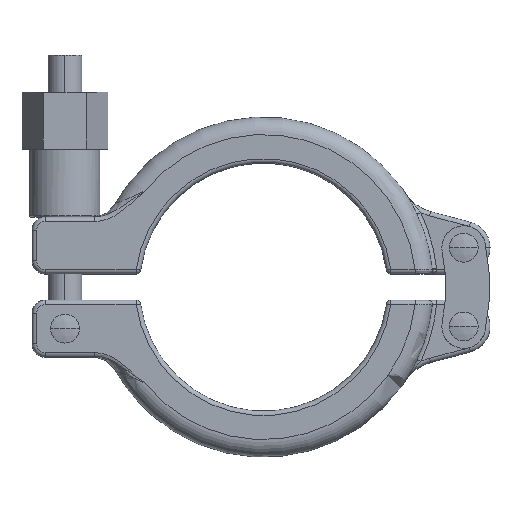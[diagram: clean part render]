
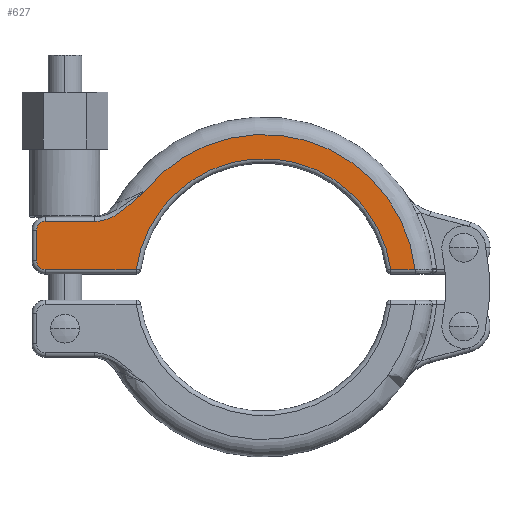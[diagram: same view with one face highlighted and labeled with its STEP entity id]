
A CAD part, top view. The second image highlights one B-rep face of the part: STEP entity #627.
In plain terms, the highlighted planar face has unit normal (0, 0, 1).
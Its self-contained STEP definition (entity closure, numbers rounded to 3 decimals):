
#84 = CARTESIAN_POINT ( 'NONE',  ( -27.906, 21.251, 8.5 ) ) ;
#157 = CARTESIAN_POINT ( 'NONE',  ( -37.402, 15.063, 8.5 ) ) ;
#411 = PLANE ( 'NONE',  #8668 ) ;
#506 = DIRECTION ( 'NONE',  ( 1., 0., 0. ) ) ;
#627 = ADVANCED_FACE ( 'NONE', ( #12543 ), #411, .T. ) ;
#710 = CARTESIAN_POINT ( 'NONE',  ( -51.85, 13., 8.5 ) ) ;
#1055 = EDGE_LOOP ( 'NONE', ( #10487, #10885, #7053, #10191, #4004, #7260, #12639, #3210, #2364 ) ) ;
#1237 = CARTESIAN_POINT ( 'NONE',  ( 0., 0., 8.5 ) ) ;
#1710 = CARTESIAN_POINT ( 'NONE',  ( 0., 0., 8.5 ) ) ;
#2256 = LINE ( 'NONE', #6367, #9417 ) ;
#2364 = ORIENTED_EDGE ( 'NONE', *, *, #12286, .T. ) ;
#2377 = CARTESIAN_POINT ( 'NONE',  ( -36.562, 15.242, 8.5 ) ) ;
#2425 = EDGE_CURVE ( 'NONE', #9483, #9341, #3965, .T. ) ;
#2578 = DIRECTION ( 'NONE',  ( 1., 0., 0. ) ) ;
#3162 = CARTESIAN_POINT ( 'NONE',  ( 34.62, 4., 8.5 ) ) ;
#3210 = ORIENTED_EDGE ( 'NONE', *, *, #4960, .T. ) ;
#3230 = VERTEX_POINT ( 'NONE', #710 ) ;
#3244 = CARTESIAN_POINT ( 'NONE',  ( -33.165, 16.759, 8.5 ) ) ;
#3386 = DIRECTION ( 'NONE',  ( 1., 0., 0. ) ) ;
#3470 = DIRECTION ( 'NONE',  ( 1., 0., 0. ) ) ;
#3533 = AXIS2_PLACEMENT_3D ( 'NONE', #1710, #4797, #2578 ) ;
#3538 = CARTESIAN_POINT ( 'NONE',  ( -49.85, 13., 8.5 ) ) ;
#3543 = CIRCLE ( 'NONE', #11642, 2. ) ;
#3965 = B_SPLINE_CURVE_WITH_KNOTS ( 'NONE', 3,
 ( #12544, #84, #12406, #10279, #4253, #3244, #7238, #12606, #11531, #7499, #2377, #157, #7297, #4464 ),
 .UNSPECIFIED., .F., .F.,
 ( 4, 2, 2, 2, 2, 2, 4 ),
 ( 0., 0.003, 0.007, 0.01, 0.011, 0.012, 0.014 ),
 .UNSPECIFIED. ) ;
#4004 = ORIENTED_EDGE ( 'NONE', *, *, #11812, .T. ) ;
#4225 = LINE ( 'NONE', #12376, #4257 ) ;
#4253 = CARTESIAN_POINT ( 'NONE',  ( -31.33, 18.161, 8.5 ) ) ;
#4257 = VECTOR ( 'NONE', #10451, 1000. ) ;
#4464 = CARTESIAN_POINT ( 'NONE',  ( -38.554, 15., 8.5 ) ) ;
#4708 = VERTEX_POINT ( 'NONE', #8218 ) ;
#4724 = CARTESIAN_POINT ( 'NONE',  ( -28.191, 4., 8.5 ) ) ;
#4797 = DIRECTION ( 'NONE',  ( 0., 0., 1. ) ) ;
#4960 = EDGE_CURVE ( 'NONE', #4708, #7871, #9243, .T. ) ;
#5690 = CIRCLE ( 'NONE', #3533, 34.85 ) ;
#6001 = CIRCLE ( 'NONE', #8993, 2. ) ;
#6260 = DIRECTION ( 'NONE',  ( 1., 0., 0. ) ) ;
#6367 = CARTESIAN_POINT ( 'NONE',  ( -51.85, 6., 8.5 ) ) ;
#6882 = VERTEX_POINT ( 'NONE', #12106 ) ;
#7053 = ORIENTED_EDGE ( 'NONE', *, *, #10606, .T. ) ;
#7238 = CARTESIAN_POINT ( 'NONE',  ( -34.13, 16.143, 8.5 ) ) ;
#7260 = ORIENTED_EDGE ( 'NONE', *, *, #8435, .T. ) ;
#7297 = CARTESIAN_POINT ( 'NONE',  ( -37.972, 15., 8.5 ) ) ;
#7499 = CARTESIAN_POINT ( 'NONE',  ( -36.284, 15.315, 8.5 ) ) ;
#7728 = CARTESIAN_POINT ( 'NONE',  ( 34.721, 4., 8.5 ) ) ;
#7757 = CARTESIAN_POINT ( 'NONE',  ( -49.85, 6., 8.5 ) ) ;
#7858 = LINE ( 'NONE', #7728, #11908 ) ;
#7871 = VERTEX_POINT ( 'NONE', #11591 ) ;
#7986 = EDGE_CURVE ( 'NONE', #11634, #9483, #5690, .T. ) ;
#8141 = VECTOR ( 'NONE', #11929, 1000. ) ;
#8218 = CARTESIAN_POINT ( 'NONE',  ( -29.076, 4., 8.5 ) ) ;
#8435 = EDGE_CURVE ( 'NONE', #12217, #6882, #3543, .T. ) ;
#8465 = DIRECTION ( 'NONE',  ( 0., 0., -1. ) ) ;
#8600 = DIRECTION ( 'NONE',  ( 0., 0., 1. ) ) ;
#8636 = DIRECTION ( 'NONE',  ( 0., 0., 1. ) ) ;
#8668 = AXIS2_PLACEMENT_3D ( 'NONE', #1237, #11530, #3386 ) ;
#8740 = DIRECTION ( 'NONE',  ( 1., 0., 0. ) ) ;
#8745 = LINE ( 'NONE', #4724, #8141 ) ;
#8993 = AXIS2_PLACEMENT_3D ( 'NONE', #3538, #8636, #3470 ) ;
#9243 = CIRCLE ( 'NONE', #10727, 29.35 ) ;
#9341 = VERTEX_POINT ( 'NONE', #11461 ) ;
#9377 = CARTESIAN_POINT ( 'NONE',  ( -51.85, 6., 8.5 ) ) ;
#9417 = VECTOR ( 'NONE', #12417, 1000. ) ;
#9483 = VERTEX_POINT ( 'NONE', #12792 ) ;
#9963 = CARTESIAN_POINT ( 'NONE',  ( -49.85, 15., 8.5 ) ) ;
#10191 = ORIENTED_EDGE ( 'NONE', *, *, #11012, .T. ) ;
#10279 = CARTESIAN_POINT ( 'NONE',  ( -30.472, 18.932, 8.5 ) ) ;
#10451 = DIRECTION ( 'NONE',  ( -1., 0., 0. ) ) ;
#10487 = ORIENTED_EDGE ( 'NONE', *, *, #7986, .T. ) ;
#10606 = EDGE_CURVE ( 'NONE', #9341, #11192, #4225, .T. ) ;
#10727 = AXIS2_PLACEMENT_3D ( 'NONE', #12387, #8465, #6260 ) ;
#10885 = ORIENTED_EDGE ( 'NONE', *, *, #2425, .T. ) ;
#11012 = EDGE_CURVE ( 'NONE', #11192, #3230, #6001, .T. ) ;
#11192 = VERTEX_POINT ( 'NONE', #9963 ) ;
#11293 = EDGE_CURVE ( 'NONE', #6882, #4708, #8745, .T. ) ;
#11461 = CARTESIAN_POINT ( 'NONE',  ( -38.554, 15., 8.5 ) ) ;
#11530 = DIRECTION ( 'NONE',  ( 0., 0., 1. ) ) ;
#11531 = CARTESIAN_POINT ( 'NONE',  ( -35.734, 15.488, 8.5 ) ) ;
#11591 = CARTESIAN_POINT ( 'NONE',  ( 29.076, 4., 8.5 ) ) ;
#11634 = VERTEX_POINT ( 'NONE', #3162 ) ;
#11642 = AXIS2_PLACEMENT_3D ( 'NONE', #7757, #8600, #8740 ) ;
#11812 = EDGE_CURVE ( 'NONE', #3230, #12217, #2256, .T. ) ;
#11908 = VECTOR ( 'NONE', #506, 1000. ) ;
#11929 = DIRECTION ( 'NONE',  ( 1., 0., 0. ) ) ;
#12106 = CARTESIAN_POINT ( 'NONE',  ( -49.85, 4., 8.5 ) ) ;
#12217 = VERTEX_POINT ( 'NONE', #9377 ) ;
#12286 = EDGE_CURVE ( 'NONE', #7871, #11634, #7858, .T. ) ;
#12376 = CARTESIAN_POINT ( 'NONE',  ( -49.85, 15., 8.5 ) ) ;
#12387 = CARTESIAN_POINT ( 'NONE',  ( 0., 0., 8.5 ) ) ;
#12406 = CARTESIAN_POINT ( 'NONE',  ( -28.76, 20.476, 8.5 ) ) ;
#12417 = DIRECTION ( 'NONE',  ( 0., -1., 0. ) ) ;
#12543 = FACE_OUTER_BOUND ( 'NONE', #1055, .T. ) ;
#12544 = CARTESIAN_POINT ( 'NONE',  ( -27.028, 22., 8.5 ) ) ;
#12606 = CARTESIAN_POINT ( 'NONE',  ( -35.46, 15.589, 8.5 ) ) ;
#12639 = ORIENTED_EDGE ( 'NONE', *, *, #11293, .T. ) ;
#12792 = CARTESIAN_POINT ( 'NONE',  ( -27.028, 22., 8.5 ) ) ;
